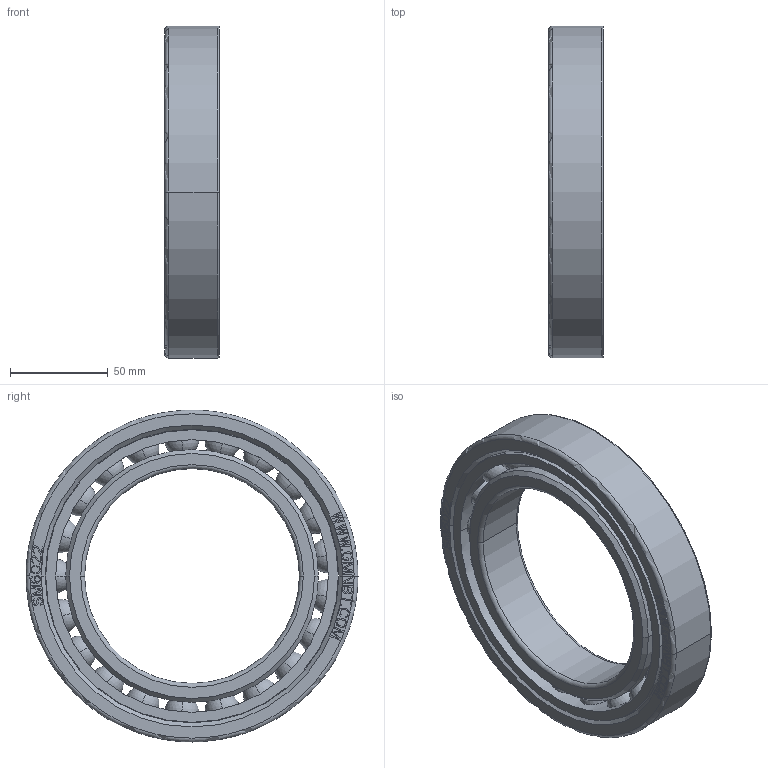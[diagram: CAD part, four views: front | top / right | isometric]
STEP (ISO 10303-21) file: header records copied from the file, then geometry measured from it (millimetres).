
FILE_DESCRIPTION((''),'2;1');
FILE_NAME('SM6022_PRT','2014-03-19T',('sales 4'),(''),'PRO/ENGINEER BY PARAMETRIC TECHNOLOGY CORPORATION, 2013150','PRO/ENGINEER BY PARAMETRIC TECHNOLOGY CORPORATION, 2013150','');
FILE_SCHEMA(('AUTOMOTIVE_DESIGN { 1 0 10303 214 1 1 1 1 }'));
Length unit declared in the file: millimetre
Products named in the file (1): SM6022_PRT
Bounding box: 28.01 x 170 x 170 mm (x, y, z)
Volume: 288408.3 mm3; surface area: 107354.9 mm2
Topology: 3 solids, 3 shells, 719 faces, 2003 edges, 1270 vertices
Faces by surface type: plane 515, cylinder 98, sphere 84, torus 12, cone 10
Entity records: 45086 total; most frequent: CARTESIAN_POINT 21121, ORIENTED_EDGE 3838, DIRECTION 3417, PRESENTATION_STYLE_ASSIGNMENT 1951, STYLED_ITEM 1922, CURVE_STYLE 1919, EDGE_CURVE 1919, VECTOR 1523
